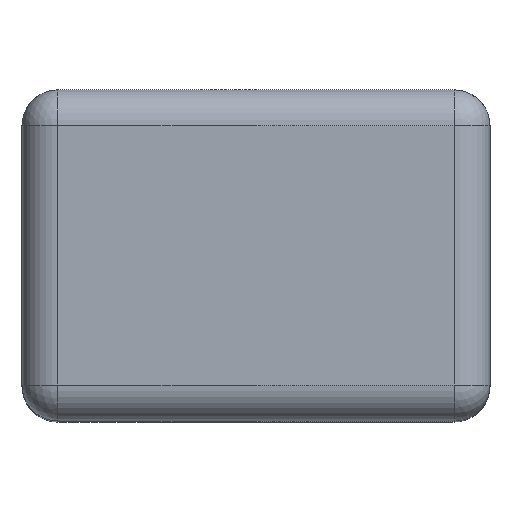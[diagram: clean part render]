
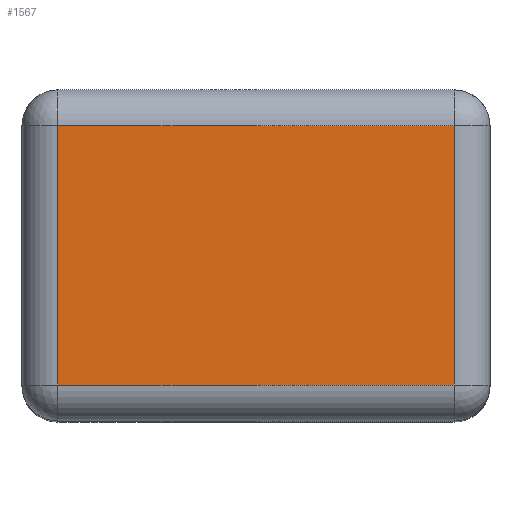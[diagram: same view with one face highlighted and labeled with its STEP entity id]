
A CAD part, top view. The second image highlights one B-rep face of the part: STEP entity #1567.
In plain terms, the highlighted planar face has unit normal (0, 0, 1).
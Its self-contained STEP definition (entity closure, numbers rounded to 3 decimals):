
#1474 = VERTEX_POINT('',#1475);
#1475 = CARTESIAN_POINT('',(-2.75,1.8,11.5));
#1498 = EDGE_CURVE('',#1474,#1499,#1501,.T.);
#1499 = VERTEX_POINT('',#1500);
#1500 = CARTESIAN_POINT('',(2.75,1.8,11.5));
#1501 = LINE('',#1502,#1503);
#1502 = CARTESIAN_POINT('',(-2.75,1.8,11.5));
#1503 = VECTOR('',#1504,1.);
#1504 = DIRECTION('',(1.,0.,0.));
#1542 = VERTEX_POINT('',#1543);
#1543 = CARTESIAN_POINT('',(2.75,-1.8,11.5));
#1557 = EDGE_CURVE('',#1542,#1499,#1558,.T.);
#1558 = LINE('',#1559,#1560);
#1559 = CARTESIAN_POINT('',(2.75,-1.8,11.5));
#1560 = VECTOR('',#1561,1.);
#1561 = DIRECTION('',(0.,1.,0.));
#1567 = ADVANCED_FACE('',(#1568),#1586,.T.);
#1568 = FACE_BOUND('',#1569,.T.);
#1569 = EDGE_LOOP('',(#1570,#1571,#1572,#1580));
#1570 = ORIENTED_EDGE('',*,*,#1557,.T.);
#1571 = ORIENTED_EDGE('',*,*,#1498,.F.);
#1572 = ORIENTED_EDGE('',*,*,#1573,.F.);
#1573 = EDGE_CURVE('',#1574,#1474,#1576,.T.);
#1574 = VERTEX_POINT('',#1575);
#1575 = CARTESIAN_POINT('',(-2.75,-1.8,11.5));
#1576 = LINE('',#1577,#1578);
#1577 = CARTESIAN_POINT('',(-2.75,-1.8,11.5));
#1578 = VECTOR('',#1579,1.);
#1579 = DIRECTION('',(0.,1.,0.));
#1580 = ORIENTED_EDGE('',*,*,#1581,.F.);
#1581 = EDGE_CURVE('',#1542,#1574,#1582,.T.);
#1582 = LINE('',#1583,#1584);
#1583 = CARTESIAN_POINT('',(2.75,-1.8,11.5));
#1584 = VECTOR('',#1585,1.);
#1585 = DIRECTION('',(-1.,0.,0.));
#1586 = PLANE('',#1587);
#1587 = AXIS2_PLACEMENT_3D('',#1588,#1589,#1590);
#1588 = CARTESIAN_POINT('',(3.25,2.3,11.5));
#1589 = DIRECTION('',(0.,0.,1.));
#1590 = DIRECTION('',(-1.,0.,0.));
